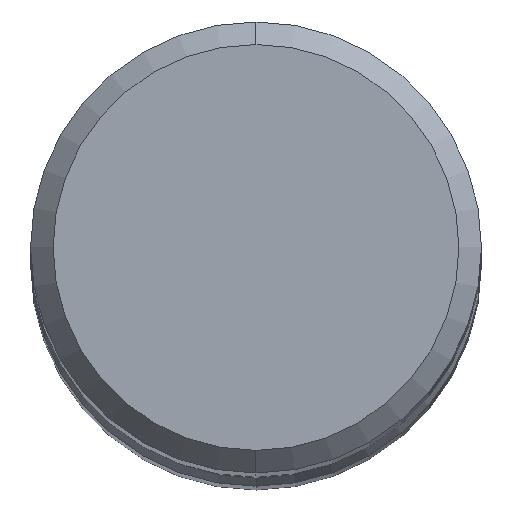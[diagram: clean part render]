
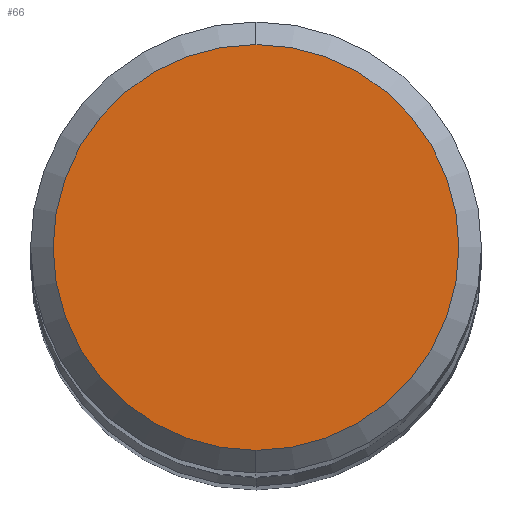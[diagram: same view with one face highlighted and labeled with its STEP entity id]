
A CAD part, top view. The second image highlights one B-rep face of the part: STEP entity #66.
In plain terms, the highlighted planar face has unit normal (0, 0, 1).
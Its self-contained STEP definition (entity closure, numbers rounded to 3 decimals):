
#66=ADVANCED_FACE('',(#141),#142,.T.);
#141=FACE_OUTER_BOUND('',#227,.T.);
#142=PLANE('',#228);
#227=EDGE_LOOP('',(#330,#331));
#228=AXIS2_PLACEMENT_3D('',#332,#333,#334);
#330=ORIENTED_EDGE('',*,*,#443,.F.);
#331=ORIENTED_EDGE('',*,*,#454,.F.);
#332=CARTESIAN_POINT('',(0.,1.8,40.0));
#333=DIRECTION('',(0.,0.0,1.0));
#334=DIRECTION('',(0.0,-1.0,0.0));
#443=EDGE_CURVE('',#520,#522,#523,.T.);
#454=EDGE_CURVE('',#522,#520,#536,.T.);
#520=VERTEX_POINT('',#597);
#522=VERTEX_POINT('',#600);
#523=CIRCLE('',#601,3.6);
#536=CIRCLE('',#617,3.6);
#597=CARTESIAN_POINT('',(0.,3.6,40.0));
#600=CARTESIAN_POINT('',(0.,-3.6,40.0));
#601=AXIS2_PLACEMENT_3D('',#666,#667,#668);
#617=AXIS2_PLACEMENT_3D('',#681,#682,#683);
#666=CARTESIAN_POINT('',(0.,0.0,40.0));
#667=DIRECTION('',(0.,0.0,-1.0));
#668=DIRECTION('',(0.0,1.0,0.0));
#681=CARTESIAN_POINT('',(0.,0.0,40.0));
#682=DIRECTION('',(0.,0.0,-1.0));
#683=DIRECTION('',(0.0,1.0,0.0));
